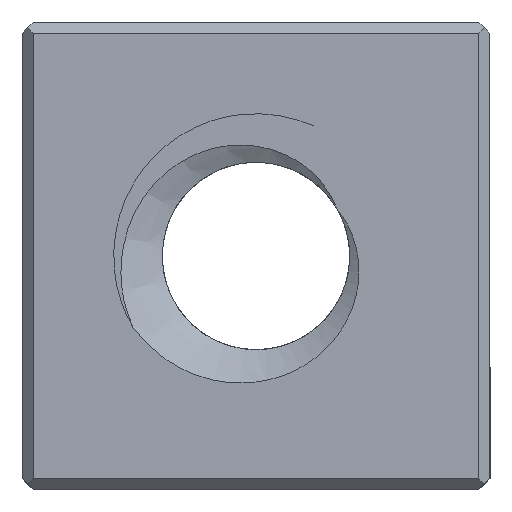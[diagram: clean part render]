
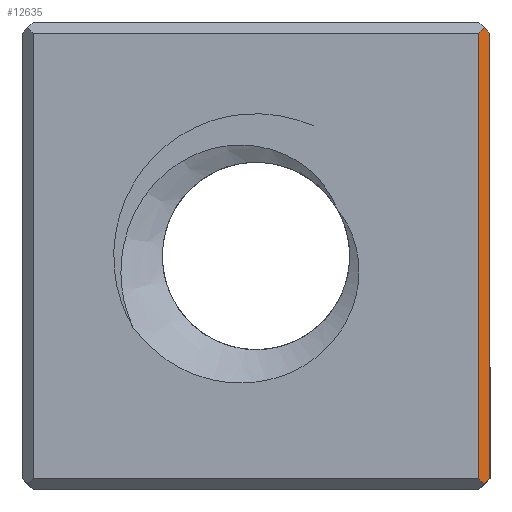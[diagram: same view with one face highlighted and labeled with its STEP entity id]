
A CAD part, left-side view. The second image highlights one B-rep face of the part: STEP entity #12635.
In plain terms, the highlighted planar face has unit normal (-0.707, -0.707, 0).
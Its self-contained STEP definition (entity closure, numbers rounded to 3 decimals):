
#12635 = ADVANCED_FACE('',(#12636),#12650,.T.);
#12636 = FACE_BOUND('',#12637,.T.);
#12637 = EDGE_LOOP('',(#12638,#12673,#12701,#12729,#12757,#12785));
#12638 = ORIENTED_EDGE('',*,*,#12639,.T.);
#12639 = EDGE_CURVE('',#12640,#12642,#12644,.T.);
#12640 = VERTEX_POINT('',#12641);
#12641 = CARTESIAN_POINT('',(0.15,0.15,0.15));
#12642 = VERTEX_POINT('',#12643);
#12643 = CARTESIAN_POINT('',(0.3,0.,0.3));
#12644 = SURFACE_CURVE('',#12645,(#12649,#12661),.PCURVE_S1.);
#12645 = LINE('',#12646,#12647);
#12646 = CARTESIAN_POINT('',(0.2,0.1,0.2));
#12647 = VECTOR('',#12648,1.);
#12648 = DIRECTION('',(0.577,-0.577,0.577));
#12649 = PCURVE('',#12650,#12655);
#12650 = PLANE('',#12651);
#12651 = AXIS2_PLACEMENT_3D('',#12652,#12653,#12654);
#12652 = CARTESIAN_POINT('',(0.3,0.,0.));
#12653 = DIRECTION('',(-0.707,-0.707,0.));
#12654 = DIRECTION('',(-0.707,0.707,0.));
#12655 = DEFINITIONAL_REPRESENTATION('',(#12656),#12660);
#12656 = LINE('',#12657,#12658);
#12657 = CARTESIAN_POINT('',(0.141,-0.2));
#12658 = VECTOR('',#12659,1.);
#12659 = DIRECTION('',(-0.816,-0.577));
#12660 = ( GEOMETRIC_REPRESENTATION_CONTEXT(2) 
PARAMETRIC_REPRESENTATION_CONTEXT() REPRESENTATION_CONTEXT('2D SPACE',''
  ) );
#12661 = PCURVE('',#12662,#12667);
#12662 = PLANE('',#12663);
#12663 = AXIS2_PLACEMENT_3D('',#12664,#12665,#12666);
#12664 = CARTESIAN_POINT('',(0.,0.,0.3)
  );
#12665 = DIRECTION('',(0.,0.707,0.707
    ));
#12666 = DIRECTION('',(0.,0.707,-0.707
    ));
#12667 = DEFINITIONAL_REPRESENTATION('',(#12668),#12672);
#12668 = LINE('',#12669,#12670);
#12669 = CARTESIAN_POINT('',(0.141,-0.2));
#12670 = VECTOR('',#12671,1.);
#12671 = DIRECTION('',(-0.816,-0.577));
#12672 = ( GEOMETRIC_REPRESENTATION_CONTEXT(2) 
PARAMETRIC_REPRESENTATION_CONTEXT() REPRESENTATION_CONTEXT('2D SPACE',''
  ) );
#12673 = ORIENTED_EDGE('',*,*,#12674,.T.);
#12674 = EDGE_CURVE('',#12642,#12675,#12677,.T.);
#12675 = VERTEX_POINT('',#12676);
#12676 = CARTESIAN_POINT('',(0.3,0.,12.2));
#12677 = SURFACE_CURVE('',#12678,(#12682,#12689),.PCURVE_S1.);
#12678 = LINE('',#12679,#12680);
#12679 = CARTESIAN_POINT('',(0.3,0.,0.));
#12680 = VECTOR('',#12681,1.);
#12681 = DIRECTION('',(0.,0.,1.));
#12682 = PCURVE('',#12650,#12683);
#12683 = DEFINITIONAL_REPRESENTATION('',(#12684),#12688);
#12684 = LINE('',#12685,#12686);
#12685 = CARTESIAN_POINT('',(0.,0.));
#12686 = VECTOR('',#12687,1.);
#12687 = DIRECTION('',(0.,-1.));
#12688 = ( GEOMETRIC_REPRESENTATION_CONTEXT(2) 
PARAMETRIC_REPRESENTATION_CONTEXT() REPRESENTATION_CONTEXT('2D SPACE',''
  ) );
#12689 = PCURVE('',#12690,#12695);
#12690 = PLANE('',#12691);
#12691 = AXIS2_PLACEMENT_3D('',#12692,#12693,#12694);
#12692 = CARTESIAN_POINT('',(0.,0.,0.));
#12693 = DIRECTION('',(0.,1.,0.));
#12694 = DIRECTION('',(1.,0.,0.));
#12695 = DEFINITIONAL_REPRESENTATION('',(#12696),#12700);
#12696 = LINE('',#12697,#12698);
#12697 = CARTESIAN_POINT('',(0.3,0.));
#12698 = VECTOR('',#12699,1.);
#12699 = DIRECTION('',(0.,-1.));
#12700 = ( GEOMETRIC_REPRESENTATION_CONTEXT(2) 
PARAMETRIC_REPRESENTATION_CONTEXT() REPRESENTATION_CONTEXT('2D SPACE',''
  ) );
#12701 = ORIENTED_EDGE('',*,*,#12702,.F.);
#12702 = EDGE_CURVE('',#12703,#12675,#12705,.T.);
#12703 = VERTEX_POINT('',#12704);
#12704 = CARTESIAN_POINT('',(0.15,0.15,12.35));
#12705 = SURFACE_CURVE('',#12706,(#12710,#12717),.PCURVE_S1.);
#12706 = LINE('',#12707,#12708);
#12707 = CARTESIAN_POINT('',(2.283,-1.983,
    10.217));
#12708 = VECTOR('',#12709,1.);
#12709 = DIRECTION('',(0.577,-0.577,-0.577));
#12710 = PCURVE('',#12650,#12711);
#12711 = DEFINITIONAL_REPRESENTATION('',(#12712),#12716);
#12712 = LINE('',#12713,#12714);
#12713 = CARTESIAN_POINT('',(-2.805,-10.217));
#12714 = VECTOR('',#12715,1.);
#12715 = DIRECTION('',(-0.816,0.577));
#12716 = ( GEOMETRIC_REPRESENTATION_CONTEXT(2) 
PARAMETRIC_REPRESENTATION_CONTEXT() REPRESENTATION_CONTEXT('2D SPACE',''
  ) );
#12717 = PCURVE('',#12718,#12723);
#12718 = PLANE('',#12719);
#12719 = AXIS2_PLACEMENT_3D('',#12720,#12721,#12722);
#12720 = CARTESIAN_POINT('',(0.,0.,12.2
    ));
#12721 = DIRECTION('',(0.,-0.707,
    0.707));
#12722 = DIRECTION('',(0.,0.707,0.707)
  );
#12723 = DEFINITIONAL_REPRESENTATION('',(#12724),#12728);
#12724 = LINE('',#12725,#12726);
#12725 = CARTESIAN_POINT('',(-2.805,-2.283));
#12726 = VECTOR('',#12727,1.);
#12727 = DIRECTION('',(-0.816,-0.577));
#12728 = ( GEOMETRIC_REPRESENTATION_CONTEXT(2) 
PARAMETRIC_REPRESENTATION_CONTEXT() REPRESENTATION_CONTEXT('2D SPACE',''
  ) );
#12729 = ORIENTED_EDGE('',*,*,#12730,.F.);
#12730 = EDGE_CURVE('',#12731,#12703,#12733,.T.);
#12731 = VERTEX_POINT('',#12732);
#12732 = CARTESIAN_POINT('',(0.,0.3,12.2));
#12733 = SURFACE_CURVE('',#12734,(#12738,#12745),.PCURVE_S1.);
#12734 = LINE('',#12735,#12736);
#12735 = CARTESIAN_POINT('',(-1.783,2.083,
    10.417));
#12736 = VECTOR('',#12737,1.);
#12737 = DIRECTION('',(0.577,-0.577,0.577));
#12738 = PCURVE('',#12650,#12739);
#12739 = DEFINITIONAL_REPRESENTATION('',(#12740),#12744);
#12740 = LINE('',#12741,#12742);
#12741 = CARTESIAN_POINT('',(2.946,-10.417));
#12742 = VECTOR('',#12743,1.);
#12743 = DIRECTION('',(-0.816,-0.577));
#12744 = ( GEOMETRIC_REPRESENTATION_CONTEXT(2) 
PARAMETRIC_REPRESENTATION_CONTEXT() REPRESENTATION_CONTEXT('2D SPACE',''
  ) );
#12745 = PCURVE('',#12746,#12751);
#12746 = PLANE('',#12747);
#12747 = AXIS2_PLACEMENT_3D('',#12748,#12749,#12750);
#12748 = CARTESIAN_POINT('',(0.3,0.,12.5));
#12749 = DIRECTION('',(-0.707,0.,
    0.707));
#12750 = DIRECTION('',(-0.707,0.,
    -0.707));
#12751 = DEFINITIONAL_REPRESENTATION('',(#12752),#12756);
#12752 = LINE('',#12753,#12754);
#12753 = CARTESIAN_POINT('',(2.946,-2.083));
#12754 = VECTOR('',#12755,1.);
#12755 = DIRECTION('',(-0.816,0.577));
#12756 = ( GEOMETRIC_REPRESENTATION_CONTEXT(2) 
PARAMETRIC_REPRESENTATION_CONTEXT() REPRESENTATION_CONTEXT('2D SPACE',''
  ) );
#12757 = ORIENTED_EDGE('',*,*,#12758,.F.);
#12758 = EDGE_CURVE('',#12759,#12731,#12761,.T.);
#12759 = VERTEX_POINT('',#12760);
#12760 = CARTESIAN_POINT('',(0.,0.3,0.3));
#12761 = SURFACE_CURVE('',#12762,(#12766,#12773),.PCURVE_S1.);
#12762 = LINE('',#12763,#12764);
#12763 = CARTESIAN_POINT('',(0.,0.3,0.));
#12764 = VECTOR('',#12765,1.);
#12765 = DIRECTION('',(0.,0.,1.));
#12766 = PCURVE('',#12650,#12767);
#12767 = DEFINITIONAL_REPRESENTATION('',(#12768),#12772);
#12768 = LINE('',#12769,#12770);
#12769 = CARTESIAN_POINT('',(0.424,0.));
#12770 = VECTOR('',#12771,1.);
#12771 = DIRECTION('',(0.,-1.));
#12772 = ( GEOMETRIC_REPRESENTATION_CONTEXT(2) 
PARAMETRIC_REPRESENTATION_CONTEXT() REPRESENTATION_CONTEXT('2D SPACE',''
  ) );
#12773 = PCURVE('',#12774,#12779);
#12774 = PLANE('',#12775);
#12775 = AXIS2_PLACEMENT_3D('',#12776,#12777,#12778);
#12776 = CARTESIAN_POINT('',(0.,12.5,0.));
#12777 = DIRECTION('',(1.,0.,0.));
#12778 = DIRECTION('',(0.,-1.,0.));
#12779 = DEFINITIONAL_REPRESENTATION('',(#12780),#12784);
#12780 = LINE('',#12781,#12782);
#12781 = CARTESIAN_POINT('',(12.2,0.));
#12782 = VECTOR('',#12783,1.);
#12783 = DIRECTION('',(0.,-1.));
#12784 = ( GEOMETRIC_REPRESENTATION_CONTEXT(2) 
PARAMETRIC_REPRESENTATION_CONTEXT() REPRESENTATION_CONTEXT('2D SPACE',''
  ) );
#12785 = ORIENTED_EDGE('',*,*,#12786,.F.);
#12786 = EDGE_CURVE('',#12640,#12759,#12787,.T.);
#12787 = SURFACE_CURVE('',#12788,(#12792,#12799),.PCURVE_S1.);
#12788 = LINE('',#12789,#12790);
#12789 = CARTESIAN_POINT('',(0.2,0.1,0.1));
#12790 = VECTOR('',#12791,1.);
#12791 = DIRECTION('',(-0.577,0.577,0.577));
#12792 = PCURVE('',#12650,#12793);
#12793 = DEFINITIONAL_REPRESENTATION('',(#12794),#12798);
#12794 = LINE('',#12795,#12796);
#12795 = CARTESIAN_POINT('',(0.141,-0.1));
#12796 = VECTOR('',#12797,1.);
#12797 = DIRECTION('',(0.816,-0.577));
#12798 = ( GEOMETRIC_REPRESENTATION_CONTEXT(2) 
PARAMETRIC_REPRESENTATION_CONTEXT() REPRESENTATION_CONTEXT('2D SPACE',''
  ) );
#12799 = PCURVE('',#12800,#12805);
#12800 = PLANE('',#12801);
#12801 = AXIS2_PLACEMENT_3D('',#12802,#12803,#12804);
#12802 = CARTESIAN_POINT('',(0.,0.,0.3));
#12803 = DIRECTION('',(-0.707,0.,
    -0.707));
#12804 = DIRECTION('',(0.707,0.,-0.707
    ));
#12805 = DEFINITIONAL_REPRESENTATION('',(#12806),#12810);
#12806 = LINE('',#12807,#12808);
#12807 = CARTESIAN_POINT('',(0.283,-0.1));
#12808 = VECTOR('',#12809,1.);
#12809 = DIRECTION('',(-0.816,-0.577));
#12810 = ( GEOMETRIC_REPRESENTATION_CONTEXT(2) 
PARAMETRIC_REPRESENTATION_CONTEXT() REPRESENTATION_CONTEXT('2D SPACE',''
  ) );
